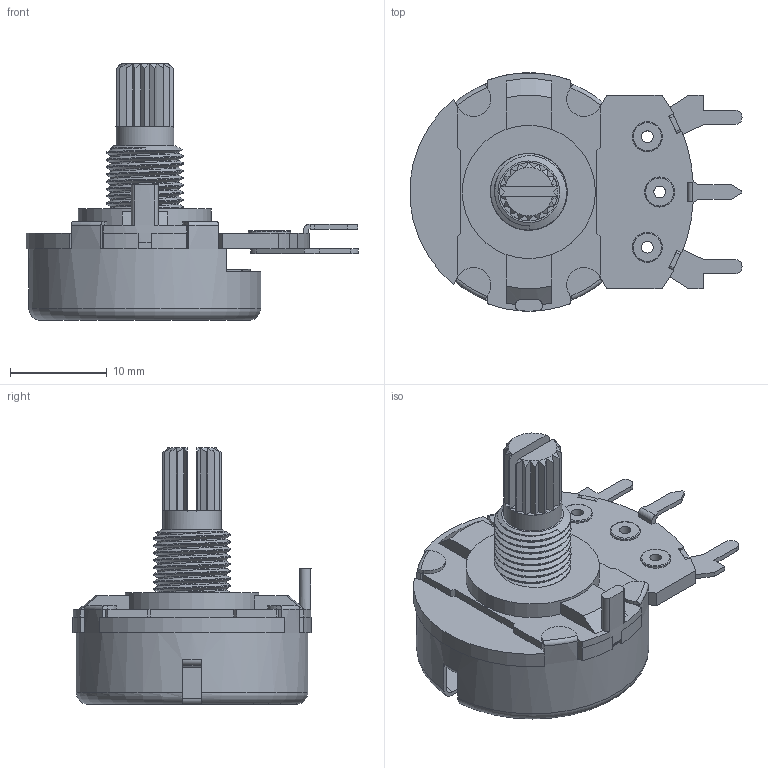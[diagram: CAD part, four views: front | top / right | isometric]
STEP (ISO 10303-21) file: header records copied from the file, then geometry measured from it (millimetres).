
FILE_DESCRIPTION(/* description */ (''),/* implementation_level */ '2;1');
FILE_NAME(/* name */ 'RV24AF-22-15K.step',/* time_stamp */ '2022-04-11T01:50:26+03:00',/* author */ (''),/* organization */ (''),/* preprocessor_version */ 'ST-DEVELOPER v18.1',/* originating_system */ 'Autodesk Translation Framework v10.14.0.1471',/* authorisation */ '');
FILE_SCHEMA (('AUTOMOTIVE_DESIGN { 1 0 10303 214 3 1 1 }'));
Length unit declared in the file: millimetre
Products named in the file (1): RV24AF-22-15K
Bounding box: 34.26 x 24.6 x 26.5 mm (x, y, z)
Volume: 2817.4 mm3; surface area: 6778 mm2
Topology: 11 solids, 11 shells, 470 faces, 1192 edges, 744 vertices
Faces by surface type: plane 272, cylinder 126, bspline 31, cone 25, torus 16
Full cylindrical faces by diameter (mm): 0.8 x4, 1 x2, 1.2 x3, 2 x9, 3 x1, 3.1 x3, 6 x3, 7.048 x3, 7.908 x4, 8 x3, 9 x1, 13.75 x1, 23.2 x1, 24 x1
Entity records: 16909 total; most frequent: CARTESIAN_POINT 5673, ORIENTED_EDGE 2384, DIRECTION 2229, EDGE_CURVE 1192, AXIS2_PLACEMENT_3D 773, VERTEX_POINT 744, LINE 683, VECTOR 683
